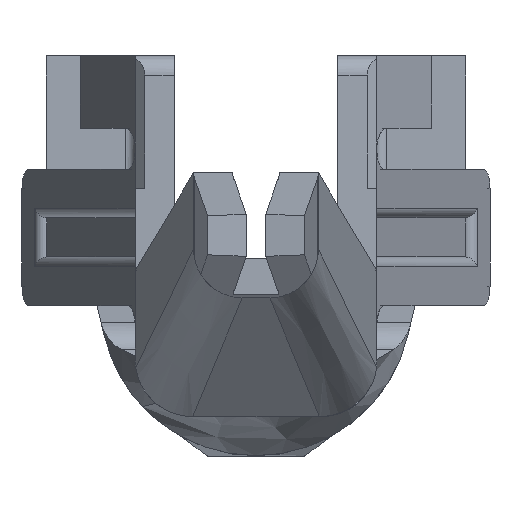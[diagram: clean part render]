
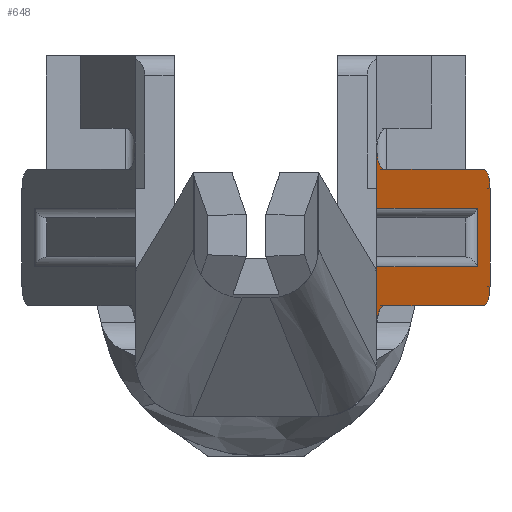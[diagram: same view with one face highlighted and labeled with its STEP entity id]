
A CAD part, front view. The second image highlights one B-rep face of the part: STEP entity #648.
In plain terms, the highlighted planar face has unit normal (0.943, -0.334, 0).
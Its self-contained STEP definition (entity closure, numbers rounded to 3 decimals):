
#648 = ADVANCED_FACE( '', ( #1359 ), #1360, .F. );
#1359 = FACE_OUTER_BOUND( '', #2841, .T. );
#1360 = PLANE( '', #2842 );
#2841 = EDGE_LOOP( '', ( #4815, #4816, #4817, #4818, #4819, #4820, #4821, #4822, #4823, #4824, #4825, #4826 ) );
#2842 = AXIS2_PLACEMENT_3D( '', #4827, #4828, #4829 );
#4815 = ORIENTED_EDGE( '', *, *, #6348, .T. );
#4816 = ORIENTED_EDGE( '', *, *, #5691, .T. );
#4817 = ORIENTED_EDGE( '', *, *, #6349, .T. );
#4818 = ORIENTED_EDGE( '', *, *, #6350, .T. );
#4819 = ORIENTED_EDGE( '', *, *, #6351, .T. );
#4820 = ORIENTED_EDGE( '', *, *, #6019, .T. );
#4821 = ORIENTED_EDGE( '', *, *, #6352, .T. );
#4822 = ORIENTED_EDGE( '', *, *, #6353, .T. );
#4823 = ORIENTED_EDGE( '', *, *, #6354, .F. );
#4824 = ORIENTED_EDGE( '', *, *, #5659, .T. );
#4825 = ORIENTED_EDGE( '', *, *, #6135, .F. );
#4826 = ORIENTED_EDGE( '', *, *, #5620, .T. );
#4827 = CARTESIAN_POINT( '', ( 0.62, -7.012, 1.269 ) );
#4828 = DIRECTION( '', ( -0.942, 0.334, 0. ) );
#4829 = DIRECTION( '', ( -0.334, -0.942, 0. ) );
#5620 = EDGE_CURVE( '', #6614, #6612, #6615, .T. );
#5659 = EDGE_CURVE( '', #6682, #6683, #6684, .F. );
#5691 = EDGE_CURVE( '', #6735, #6736, #6737, .F. );
#6019 = EDGE_CURVE( '', #7276, #7274, #7277, .T. );
#6135 = EDGE_CURVE( '', #6614, #6683, #7437, .T. );
#6348 = EDGE_CURVE( '', #6612, #6735, #7711, .T. );
#6349 = EDGE_CURVE( '', #6736, #7712, #7713, .F. );
#6350 = EDGE_CURVE( '', #7712, #7514, #7714, .F. );
#6351 = EDGE_CURVE( '', #7514, #7276, #7715, .T. );
#6352 = EDGE_CURVE( '', #7274, #7716, #7717, .T. );
#6353 = EDGE_CURVE( '', #7716, #7718, #7719, .F. );
#6354 = EDGE_CURVE( '', #6682, #7718, #7720, .T. );
#6612 = VERTEX_POINT( '', #8121 );
#6614 = VERTEX_POINT( '', #8124 );
#6615 = ELLIPSE( '', #8125, 0.106, 0.1 );
#6682 = VERTEX_POINT( '', #8224 );
#6683 = VERTEX_POINT( '', #8225 );
#6684 = CIRCLE( '', #8226, 0.1 );
#6735 = VERTEX_POINT( '', #8323 );
#6736 = VERTEX_POINT( '', #8324 );
#6737 = LINE( '', #8325, #8326 );
#7274 = VERTEX_POINT( '', #9394 );
#7276 = VERTEX_POINT( '', #9397 );
#7277 = ELLIPSE( '', #9398, 0.106, 0.1 );
#7437 = LINE( '', #9666, #9667 );
#7514 = VERTEX_POINT( '', #9855 );
#7711 = LINE( '', #10229, #10230 );
#7712 = VERTEX_POINT( '', #10231 );
#7713 = LINE( '', #10232, #10233 );
#7714 = LINE( '', #10234, #10235 );
#7715 = LINE( '', #10236, #10237 );
#7716 = VERTEX_POINT( '', #10238 );
#7717 = LINE( '', #10239, #10240 );
#7718 = VERTEX_POINT( '', #10241 );
#7719 = CIRCLE( '', #10242, 0.1 );
#7720 = LINE( '', #10243, #10244 );
#8121 = CARTESIAN_POINT( '', ( 0.62, -7.012, 1.369 ) );
#8124 = CARTESIAN_POINT( '', ( 0.655, -6.912, 1.269 ) );
#8125 = AXIS2_PLACEMENT_3D( '', #10574, #10575, #10576 );
#8224 = CARTESIAN_POINT( '', ( 1.2, -5.377, 1.169 ) );
#8225 = CARTESIAN_POINT( '', ( 1.167, -5.471, 1.269 ) );
#8226 = AXIS2_PLACEMENT_3D( '', #10614, #10615, #10616 );
#8323 = CARTESIAN_POINT( '', ( 0.62, -7.012, 1.069 ) );
#8324 = CARTESIAN_POINT( '', ( 1.136, -5.558, 1.069 ) );
#8325 = CARTESIAN_POINT( '', ( 0.62, -7.012, 1.069 ) );
#8326 = VECTOR( '', #10648, 1000. );
#9394 = CARTESIAN_POINT( '', ( 0.655, -6.912, 0.569 ) );
#9397 = CARTESIAN_POINT( '', ( 0.62, -7.012, 0.469 ) );
#9398 = AXIS2_PLACEMENT_3D( '', #10922, #10923, #10924 );
#9666 = CARTESIAN_POINT( '', ( 0.62, -7.012, 1.269 ) );
#9667 = VECTOR( '', #11025, 1000. );
#9855 = CARTESIAN_POINT( '', ( 0.62, -7.012, 0.769 ) );
#10229 = CARTESIAN_POINT( '', ( 0.62, -7.012, 1.269 ) );
#10230 = VECTOR( '', #11206, 1000. );
#10231 = CARTESIAN_POINT( '', ( 1.136, -5.558, 0.769 ) );
#10232 = CARTESIAN_POINT( '', ( 1.136, -5.558, 1.269 ) );
#10233 = VECTOR( '', #11207, 1000. );
#10234 = CARTESIAN_POINT( '', ( 0.62, -7.012, 0.769 ) );
#10235 = VECTOR( '', #11208, 1000. );
#10236 = CARTESIAN_POINT( '', ( 0.62, -7.012, 1.269 ) );
#10237 = VECTOR( '', #11209, 1000. );
#10238 = CARTESIAN_POINT( '', ( 1.167, -5.471, 0.569 ) );
#10239 = CARTESIAN_POINT( '', ( 0.62, -7.012, 0.569 ) );
#10240 = VECTOR( '', #11210, 1000. );
#10241 = CARTESIAN_POINT( '', ( 1.2, -5.377, 0.669 ) );
#10242 = AXIS2_PLACEMENT_3D( '', #11211, #11212, #11213 );
#10243 = CARTESIAN_POINT( '', ( 1.2, -5.377, 1.269 ) );
#10244 = VECTOR( '', #11214, 1000. );
#10574 = CARTESIAN_POINT( '', ( 0.655, -6.912, 1.369 ) );
#10575 = DIRECTION( '', ( -0.942, 0.334, 0. ) );
#10576 = DIRECTION( '', ( 0.334, 0.942, 0. ) );
#10614 = CARTESIAN_POINT( '', ( 1.167, -5.471, 1.169 ) );
#10615 = DIRECTION( '', ( -0.942, 0.334, 0. ) );
#10616 = DIRECTION( '', ( -0.334, -0.942, 0. ) );
#10648 = DIRECTION( '', ( -0.334, -0.942, 0. ) );
#10922 = CARTESIAN_POINT( '', ( 0.655, -6.912, 0.469 ) );
#10923 = DIRECTION( '', ( -0.942, 0.334, 0. ) );
#10924 = DIRECTION( '', ( -0.334, -0.942, 0. ) );
#11025 = DIRECTION( '', ( 0.334, 0.942, 0. ) );
#11206 = DIRECTION( '', ( 0., 0., -1. ) );
#11207 = DIRECTION( '', ( 0., 0., 1. ) );
#11208 = DIRECTION( '', ( 0.334, 0.942, 0. ) );
#11209 = DIRECTION( '', ( 0., 0., -1. ) );
#11210 = DIRECTION( '', ( 0.334, 0.942, 0. ) );
#11211 = CARTESIAN_POINT( '', ( 1.167, -5.471, 0.669 ) );
#11212 = DIRECTION( '', ( -0.942, 0.334, 0. ) );
#11213 = DIRECTION( '', ( -0.334, -0.942, 0. ) );
#11214 = DIRECTION( '', ( 0., 0., -1. ) );
